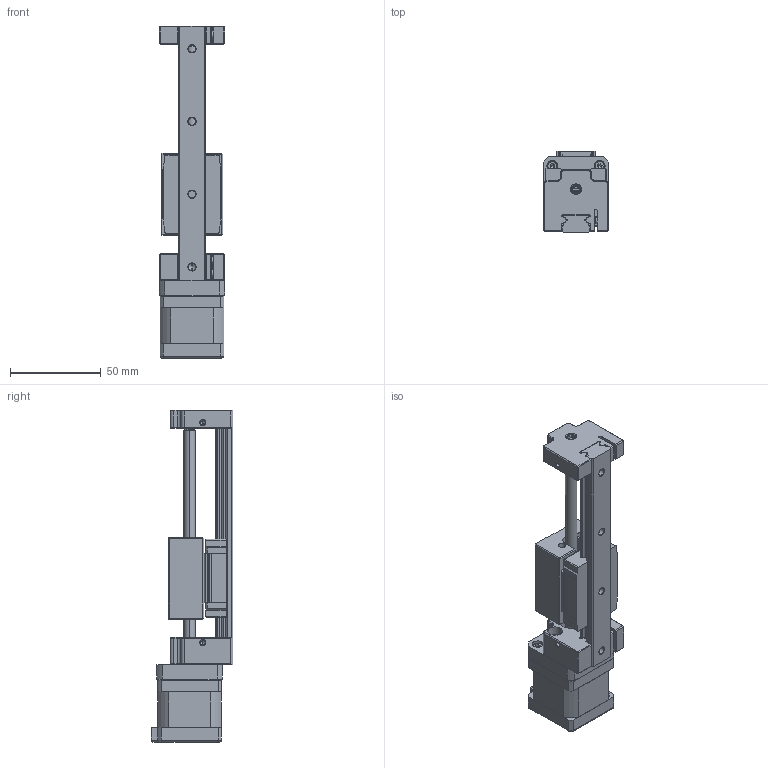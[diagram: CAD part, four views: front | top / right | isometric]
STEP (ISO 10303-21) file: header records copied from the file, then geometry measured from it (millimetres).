
FILE_DESCRIPTION (( 'STEP AP203' ), '1' );
FILE_NAME ('MS35-3C20T-LAB2-50-0.STEP', '2019-01-14T04:39:42', ( '' ), ( '' ), 'SwSTEP 2.0', 'SolidWorks 2014', '' );
FILE_SCHEMA (( 'CONFIG_CONTROL_DESIGN' ));
Length unit declared in the file: millimetre
Products named in the file (1): MS35-3C20T-LAB2-50-0
Bounding box: 36 x 44.96 x 182.6 mm (x, y, z)
Volume: 121745.8 mm3; surface area: 62988.6 mm2
Topology: 31 solids, 35 shells, 1620 faces, 3921 edges, 2429 vertices
Faces by surface type: plane 695, cylinder 554, cone 295, torus 56, bspline 12, sphere 8
Entity records: 60407 total; most frequent: CARTESIAN_POINT 22155, DIRECTION 8252, ORIENTED_EDGE 7742, EDGE_CURVE 3871, AXIS2_PLACEMENT_3D 3066, VERTEX_POINT 2429, VECTOR 2120, LINE 2120
